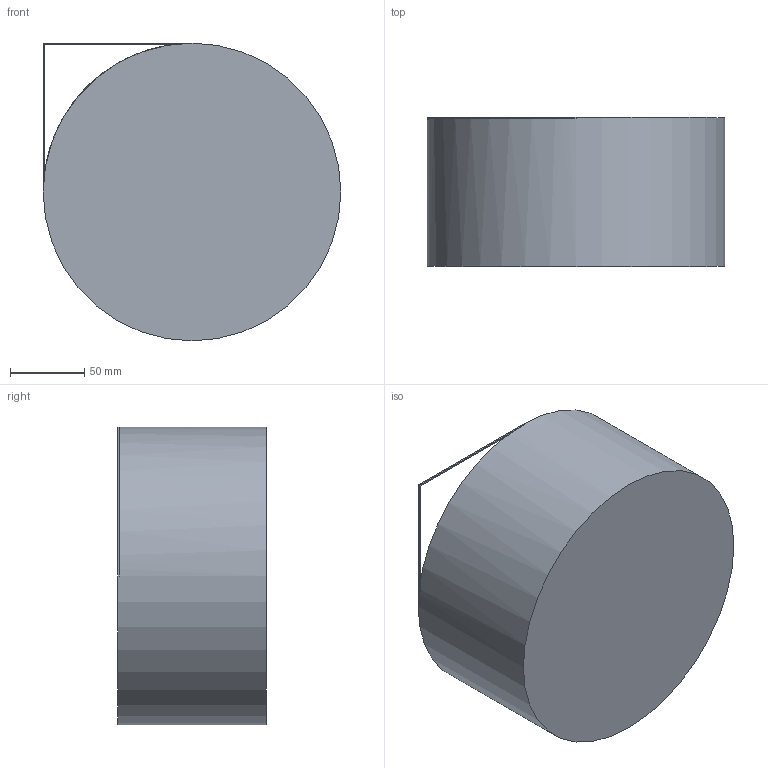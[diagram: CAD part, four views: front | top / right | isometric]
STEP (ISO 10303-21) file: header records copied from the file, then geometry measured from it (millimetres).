
FILE_DESCRIPTION(/* description */ (''),/* implementation_level */ '2;1');
FILE_NAME(/* name */ 'Pastel.stp',/* time_stamp */ '2023-08-31T12:32:32-05:00',/* author */ ('gio'),/* organization */ (''),/* preprocessor_version */ 'ST-DEVELOPER v19.2',/* originating_system */ 'Autodesk Inventor 2024',/* authorisation */ '');
FILE_SCHEMA (('AUTOMOTIVE_DESIGN { 1 0 10303 214 3 1 1 }'));
Length unit declared in the file: millimetre
Products named in the file (1): Pastel
Bounding box: 200 x 100 x 200 mm (x, y, z)
Volume: 3137415.4 mm3; surface area: 127829.1 mm2
Topology: 1 solids, 1 shells, 135 faces, 360 edges, 240 vertices
Faces by surface type: plane 105, bspline 29, cylinder 1
Full cylindrical faces by diameter (mm): 200 x1
Entity records: 4301 total; most frequent: CARTESIAN_POINT 1073, ORIENTED_EDGE 720, DIRECTION 522, EDGE_CURVE 360, LINE 296, VECTOR 296, VERTEX_POINT 240, EDGE_LOOP 150
